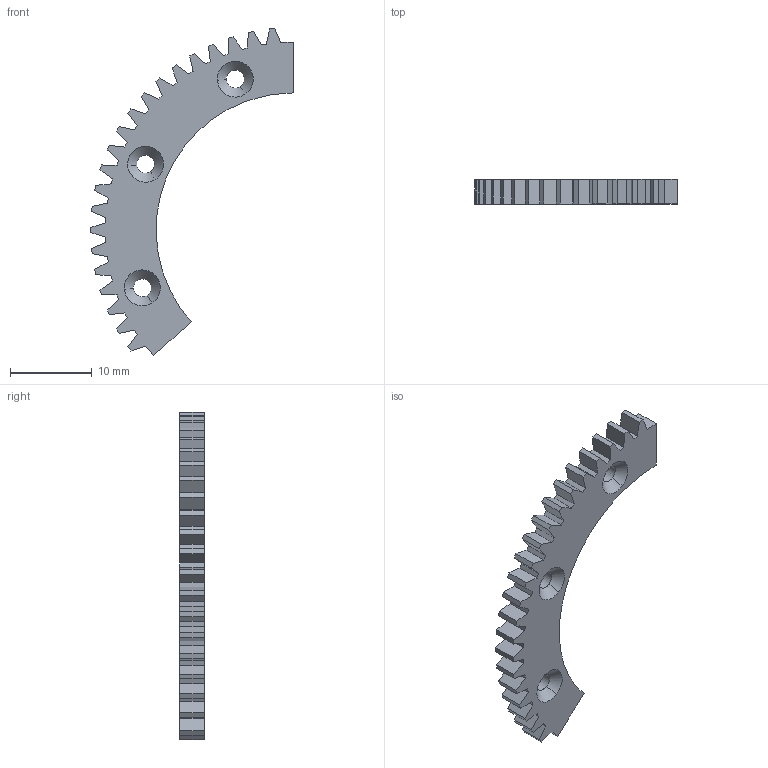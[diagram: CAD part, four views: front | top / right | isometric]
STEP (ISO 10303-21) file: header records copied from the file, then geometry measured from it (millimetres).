
FILE_DESCRIPTION((''),'2;1');
FILE_NAME('','2005-04-20T11:21:03',(''),(''),'','CADfix','');
FILE_SCHEMA(('AUTOMOTIVE_DESIGN'));
Length unit declared in the file: millimetre
Products named in the file (1): rack
Bounding box: 24.8 x 3 x 40.09 mm (x, y, z)
Volume: 938.3 mm3; surface area: 1170 mm2
Topology: 1 solids, 1 shells, 102 faces, 318 edges, 218 vertices
Faces by surface type: bspline 102
Entity records: 3369 total; most frequent: CARTESIAN_POINT 1623, ORIENTED_EDGE 636, EDGE_CURVE 318, VERTEX_POINT 218, QUASI_UNIFORM_CURVE 187, EDGE_LOOP 108, FACE_OUTER_BOUND 102, ADVANCED_FACE 102
